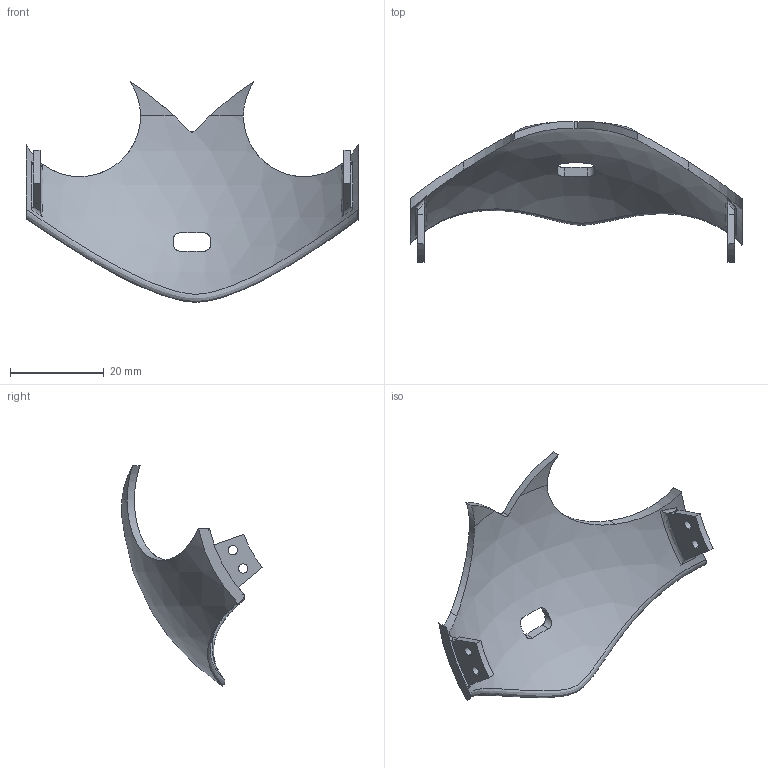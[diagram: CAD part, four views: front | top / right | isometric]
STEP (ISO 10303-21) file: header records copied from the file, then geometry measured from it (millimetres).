
FILE_DESCRIPTION (( 'STEP AP203' ), '1' );
FILE_NAME ('face.sldasm-Part-1_默认_sldprt.STEP', '2018-02-03T08:02:22', ( '' ), ( '' ), 'SwSTEP 2.0', 'SolidWorks 2014', '' );
FILE_SCHEMA (( 'CONFIG_CONTROL_DESIGN' ));
Length unit declared in the file: millimetre
Products named in the file (1): face.sldasm-Part-1_默认_sldprt
Bounding box: 71 x 30.07 x 47.14 mm (x, y, z)
Volume: 3629.9 mm3; surface area: 5328.7 mm2
Topology: 1 solids, 1 shells, 58 faces, 162 edges, 108 vertices
Faces by surface type: cylinder 25, plane 18, sphere 6, torus 6, bspline 3
Entity records: 2668 total; most frequent: CARTESIAN_POINT 1124, ORIENTED_EDGE 324, DIRECTION 284, EDGE_CURVE 162, AXIS2_PLACEMENT_3D 116, VERTEX_POINT 108, EDGE_LOOP 70, CIRCLE 60
